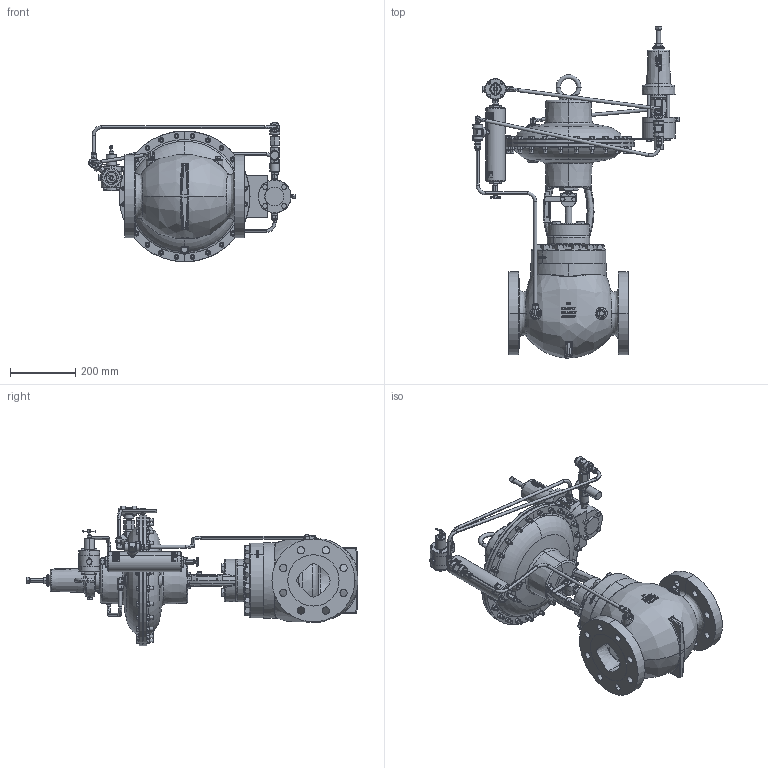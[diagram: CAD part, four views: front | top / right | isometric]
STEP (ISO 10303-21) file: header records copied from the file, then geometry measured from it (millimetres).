
FILE_DESCRIPTION (( 'STEP AP214' ), '1' );
FILE_NAME ('0000001381.STEP', '2024-07-08T20:36:35', ( '' ), ( '' ), 'SwSTEP 2.0', 'SolidWorks 2019', '' );
FILE_SCHEMA (( 'AUTOMOTIVE_DESIGN' ));
Length unit declared in the file: inch
Products named in the file (1): 0000001381
Bounding box: 632.83 x 1017.09 x 427.95 mm (x, y, z)
Volume: 25894973.9 mm3; surface area: 1739965.8 mm2
Topology: 1 solids, 1 shells, 5530 faces, 13808 edges, 8600 vertices
Faces by surface type: plane 2098, bspline 1337, cone 1099, cylinder 719, torus 223, sphere 54
Entity records: 397908 total; most frequent: CARTESIAN_POINT 241192, ORIENTED_EDGE 27454, DIRECTION 19732, EDGE_CURVE 13727, VERTEX_POINT 8600, AXIS2_PLACEMENT_3D 7611, EDGE_LOOP 6001, B_SPLINE_CURVE_WITH_KNOTS 5581
